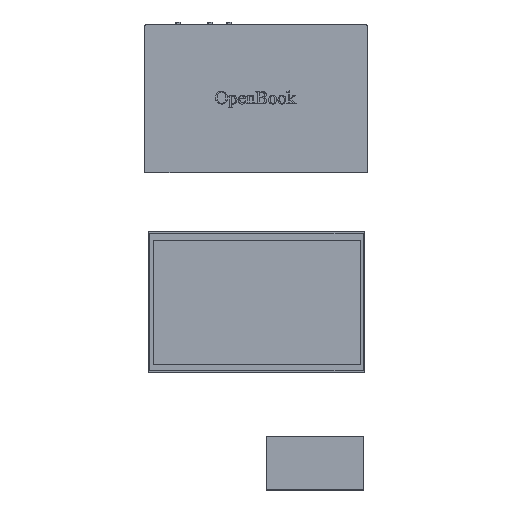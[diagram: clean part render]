
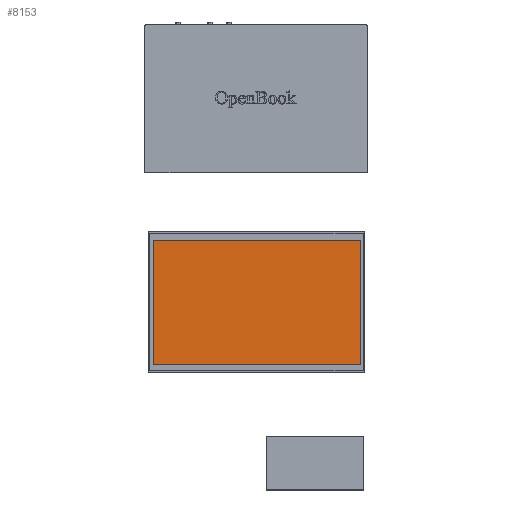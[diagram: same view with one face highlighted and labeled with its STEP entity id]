
A CAD part, top view. The second image highlights one B-rep face of the part: STEP entity #8153.
In plain terms, the highlighted planar face has unit normal (0, 0, 1).
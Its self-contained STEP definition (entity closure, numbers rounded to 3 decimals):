
#797=PLANE('',#8504);
#1240=FACE_OUTER_BOUND('',#1720,.T.);
#1720=EDGE_LOOP('',(#7606,#7607,#7608,#7609));
#2456=LINE('',#15313,#3216);
#2460=LINE('',#15320,#3220);
#2461=LINE('',#15323,#3221);
#2462=LINE('',#15324,#3222);
#3216=VECTOR('',#9884,10.);
#3220=VECTOR('',#9890,10.);
#3221=VECTOR('',#9893,10.);
#3222=VECTOR('',#9894,10.);
#4100=VERTEX_POINT('',#15310);
#4101=VERTEX_POINT('',#15312);
#4103=VERTEX_POINT('',#15318);
#4104=VERTEX_POINT('',#15322);
#5272=EDGE_CURVE('',#4101,#4100,#2456,.T.);
#5276=EDGE_CURVE('',#4100,#4103,#2460,.T.);
#5277=EDGE_CURVE('',#4103,#4104,#2461,.T.);
#5278=EDGE_CURVE('',#4104,#4101,#2462,.T.);
#7606=ORIENTED_EDGE('',*,*,#5277,.T.);
#7607=ORIENTED_EDGE('',*,*,#5278,.T.);
#7608=ORIENTED_EDGE('',*,*,#5272,.T.);
#7609=ORIENTED_EDGE('',*,*,#5276,.T.);
#8153=ADVANCED_FACE('',(#1240),#797,.T.);
#8504=AXIS2_PLACEMENT_3D('',#15321,#9891,#9892);
#9884=DIRECTION('',(1.,0.,0.));
#9890=DIRECTION('',(0.,1.,0.));
#9891=DIRECTION('center_axis',(0.,0.,1.));
#9892=DIRECTION('ref_axis',(0.,1.,0.));
#9893=DIRECTION('',(-1.,0.,0.));
#9894=DIRECTION('',(0.,-1.,0.));
#15310=CARTESIAN_POINT('',(85.499,-49.379,2.271));
#15312=CARTESIAN_POINT('',(-77.701,-49.379,2.271));
#15313=CARTESIAN_POINT('',(3.899,-49.379,2.271));
#15318=CARTESIAN_POINT('',(85.499,48.541,2.271));
#15320=CARTESIAN_POINT('',(85.499,-0.419,2.271));
#15321=CARTESIAN_POINT('Origin',(3.899,-0.419,2.271));
#15322=CARTESIAN_POINT('',(-77.701,48.541,2.271));
#15323=CARTESIAN_POINT('',(3.899,48.541,2.271));
#15324=CARTESIAN_POINT('',(-77.701,-0.419,2.271));
